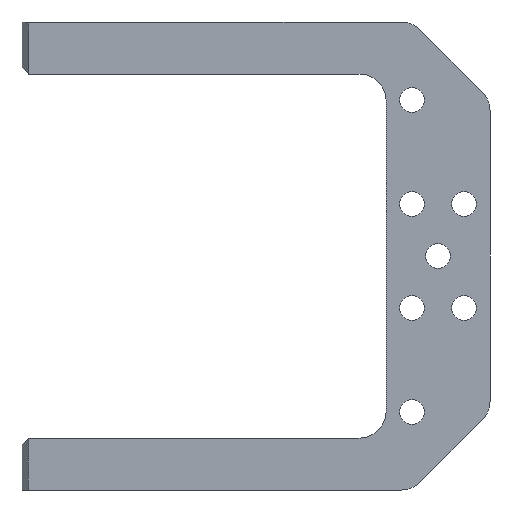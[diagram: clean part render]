
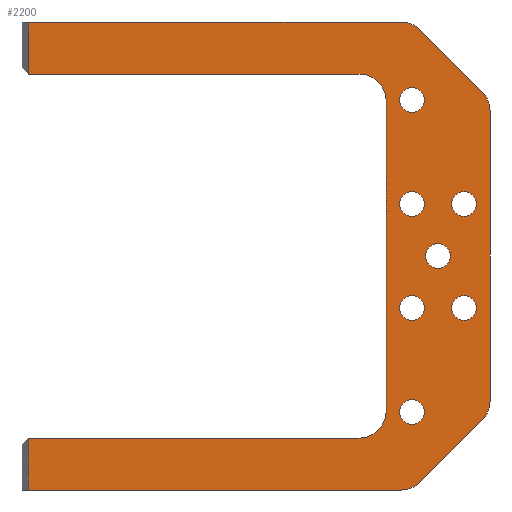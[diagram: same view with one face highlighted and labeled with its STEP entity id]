
A CAD part, front view. The second image highlights one B-rep face of the part: STEP entity #2200.
In plain terms, the highlighted planar face has unit normal (0, -1, 0).
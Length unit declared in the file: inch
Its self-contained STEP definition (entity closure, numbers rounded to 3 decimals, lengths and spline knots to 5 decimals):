
#28=FACE_BOUND('',#336,.T.);
#29=FACE_BOUND('',#337,.T.);
#30=FACE_BOUND('',#338,.T.);
#31=FACE_BOUND('',#339,.T.);
#32=FACE_BOUND('',#340,.T.);
#33=FACE_BOUND('',#341,.T.);
#34=FACE_BOUND('',#342,.T.);
#103=PLANE('',#2413);
#212=FACE_OUTER_BOUND('',#335,.T.);
#335=EDGE_LOOP('',(#2008,#2009,#2010,#2011,#2012,#2013,#2014,#2015,#2016,
#2017,#2018,#2019,#2020,#2021,#2022,#2023));
#336=EDGE_LOOP('',(#2024));
#337=EDGE_LOOP('',(#2025));
#338=EDGE_LOOP('',(#2026));
#339=EDGE_LOOP('',(#2027));
#340=EDGE_LOOP('',(#2028));
#341=EDGE_LOOP('',(#2029));
#342=EDGE_LOOP('',(#2030));
#358=LINE('',#3079,#592);
#364=LINE('',#3092,#598);
#390=LINE('',#3157,#624);
#397=LINE('',#3177,#631);
#449=LINE('',#3366,#683);
#497=LINE('',#3487,#731);
#522=LINE('',#3550,#756);
#575=LINE('',#3664,#809);
#577=LINE('',#3670,#811);
#578=LINE('',#3674,#812);
#592=VECTOR('',#2456,0.3937);
#598=VECTOR('',#2466,0.3937);
#624=VECTOR('',#2508,0.3937);
#631=VECTOR('',#2523,0.3937);
#683=VECTOR('',#2721,0.3937);
#731=VECTOR('',#2803,0.3937);
#756=VECTOR('',#2848,0.3937);
#809=VECTOR('',#3019,0.3937);
#811=VECTOR('',#3025,0.3937);
#812=VECTOR('',#3028,0.3937);
#863=CIRCLE('',#2313,0.05906);
#864=CIRCLE('',#2315,0.05906);
#865=CIRCLE('',#2317,0.05906);
#866=CIRCLE('',#2319,0.05906);
#867=CIRCLE('',#2321,0.05906);
#868=CIRCLE('',#2323,0.05906);
#869=CIRCLE('',#2325,0.05906);
#891=CIRCLE('',#2407,0.125);
#892=CIRCLE('',#2409,0.125);
#893=CIRCLE('',#2411,0.125);
#894=CIRCLE('',#2414,0.125);
#895=CIRCLE('',#2415,0.125);
#896=CIRCLE('',#2416,0.125);
#903=VERTEX_POINT('',#3066);
#907=VERTEX_POINT('',#3078);
#911=VERTEX_POINT('',#3087);
#912=VERTEX_POINT('',#3091);
#943=VERTEX_POINT('',#3155);
#951=VERTEX_POINT('',#3174);
#952=VERTEX_POINT('',#3176);
#1009=VERTEX_POINT('',#3337);
#1010=VERTEX_POINT('',#3341);
#1011=VERTEX_POINT('',#3345);
#1012=VERTEX_POINT('',#3349);
#1013=VERTEX_POINT('',#3353);
#1014=VERTEX_POINT('',#3357);
#1015=VERTEX_POINT('',#3361);
#1016=VERTEX_POINT('',#3365);
#1072=VERTEX_POINT('',#3485);
#1100=VERTEX_POINT('',#3548);
#1101=VERTEX_POINT('',#3659);
#1102=VERTEX_POINT('',#3663);
#1103=VERTEX_POINT('',#3667);
#1104=VERTEX_POINT('',#3669);
#1105=VERTEX_POINT('',#3671);
#1106=VERTEX_POINT('',#3673);
#1120=EDGE_CURVE('',#903,#907,#358,.T.);
#1126=EDGE_CURVE('',#911,#912,#364,.T.);
#1159=EDGE_CURVE('',#943,#911,#390,.T.);
#1168=EDGE_CURVE('',#951,#952,#397,.T.);
#1249=EDGE_CURVE('',#1009,#1009,#863,.T.);
#1251=EDGE_CURVE('',#1010,#1010,#864,.T.);
#1253=EDGE_CURVE('',#1011,#1011,#865,.T.);
#1255=EDGE_CURVE('',#1012,#1012,#866,.T.);
#1257=EDGE_CURVE('',#1013,#1013,#867,.T.);
#1259=EDGE_CURVE('',#1014,#1014,#868,.T.);
#1261=EDGE_CURVE('',#1015,#1015,#869,.T.);
#1262=EDGE_CURVE('',#907,#1016,#449,.T.);
#1324=EDGE_CURVE('',#1072,#903,#497,.T.);
#1356=EDGE_CURVE('',#1100,#943,#522,.T.);
#1408=EDGE_CURVE('',#952,#1072,#891,.T.);
#1409=EDGE_CURVE('',#912,#951,#892,.T.);
#1410=EDGE_CURVE('',#1016,#1101,#893,.T.);
#1412=EDGE_CURVE('',#1101,#1102,#575,.T.);
#1414=EDGE_CURVE('',#1103,#1100,#894,.T.);
#1415=EDGE_CURVE('',#1104,#1103,#577,.T.);
#1416=EDGE_CURVE('',#1105,#1104,#895,.T.);
#1417=EDGE_CURVE('',#1106,#1105,#578,.T.);
#1418=EDGE_CURVE('',#1102,#1106,#896,.T.);
#2008=ORIENTED_EDGE('',*,*,#1120,.F.);
#2009=ORIENTED_EDGE('',*,*,#1324,.F.);
#2010=ORIENTED_EDGE('',*,*,#1408,.F.);
#2011=ORIENTED_EDGE('',*,*,#1168,.F.);
#2012=ORIENTED_EDGE('',*,*,#1409,.F.);
#2013=ORIENTED_EDGE('',*,*,#1126,.F.);
#2014=ORIENTED_EDGE('',*,*,#1159,.F.);
#2015=ORIENTED_EDGE('',*,*,#1356,.F.);
#2016=ORIENTED_EDGE('',*,*,#1414,.F.);
#2017=ORIENTED_EDGE('',*,*,#1415,.F.);
#2018=ORIENTED_EDGE('',*,*,#1416,.F.);
#2019=ORIENTED_EDGE('',*,*,#1417,.F.);
#2020=ORIENTED_EDGE('',*,*,#1418,.F.);
#2021=ORIENTED_EDGE('',*,*,#1412,.F.);
#2022=ORIENTED_EDGE('',*,*,#1410,.F.);
#2023=ORIENTED_EDGE('',*,*,#1262,.F.);
#2024=ORIENTED_EDGE('',*,*,#1249,.T.);
#2025=ORIENTED_EDGE('',*,*,#1251,.T.);
#2026=ORIENTED_EDGE('',*,*,#1253,.T.);
#2027=ORIENTED_EDGE('',*,*,#1255,.T.);
#2028=ORIENTED_EDGE('',*,*,#1257,.T.);
#2029=ORIENTED_EDGE('',*,*,#1259,.T.);
#2030=ORIENTED_EDGE('',*,*,#1261,.T.);
#2200=ADVANCED_FACE('',(#212,#28,#29,#30,#31,#32,#33,#34),#103,.F.);
#2313=AXIS2_PLACEMENT_3D('',#3339,#2687,#2688);
#2315=AXIS2_PLACEMENT_3D('',#3343,#2692,#2693);
#2317=AXIS2_PLACEMENT_3D('',#3347,#2697,#2698);
#2319=AXIS2_PLACEMENT_3D('',#3351,#2702,#2703);
#2321=AXIS2_PLACEMENT_3D('',#3355,#2707,#2708);
#2323=AXIS2_PLACEMENT_3D('',#3359,#2712,#2713);
#2325=AXIS2_PLACEMENT_3D('',#3363,#2717,#2718);
#2407=AXIS2_PLACEMENT_3D('',#3655,#3006,#3007);
#2409=AXIS2_PLACEMENT_3D('',#3657,#3010,#3011);
#2411=AXIS2_PLACEMENT_3D('',#3660,#3014,#3015);
#2413=AXIS2_PLACEMENT_3D('',#3666,#3021,#3022);
#2414=AXIS2_PLACEMENT_3D('',#3668,#3023,#3024);
#2415=AXIS2_PLACEMENT_3D('',#3672,#3026,#3027);
#2416=AXIS2_PLACEMENT_3D('',#3675,#3029,#3030);
#2456=DIRECTION('',(0.,0.,1.));
#2466=DIRECTION('',(1.,0.,0.));
#2508=DIRECTION('',(0.,0.,1.));
#2523=DIRECTION('',(0.,0.,1.));
#2687=DIRECTION('center_axis',(0.,1.,0.));
#2688=DIRECTION('ref_axis',(1.,0.,0.));
#2692=DIRECTION('center_axis',(0.,1.,0.));
#2693=DIRECTION('ref_axis',(1.,0.,0.));
#2697=DIRECTION('center_axis',(0.,1.,0.));
#2698=DIRECTION('ref_axis',(1.,0.,0.));
#2702=DIRECTION('center_axis',(0.,1.,0.));
#2703=DIRECTION('ref_axis',(1.,0.,0.));
#2707=DIRECTION('center_axis',(0.,1.,0.));
#2708=DIRECTION('ref_axis',(1.,0.,0.));
#2712=DIRECTION('center_axis',(0.,1.,0.));
#2713=DIRECTION('ref_axis',(1.,0.,0.));
#2717=DIRECTION('center_axis',(0.,1.,0.));
#2718=DIRECTION('ref_axis',(1.,0.,0.));
#2721=DIRECTION('',(1.,0.,0.));
#2803=DIRECTION('',(-1.,0.,0.));
#2848=DIRECTION('',(-1.,0.,0.));
#3006=DIRECTION('center_axis',(0.,-1.,0.));
#3007=DIRECTION('ref_axis',(0.707,0.,0.707));
#3010=DIRECTION('center_axis',(0.,-1.,0.));
#3011=DIRECTION('ref_axis',(0.707,0.,-0.707));
#3014=DIRECTION('center_axis',(0.,1.,0.));
#3015=DIRECTION('ref_axis',(0.383,0.,0.924));
#3019=DIRECTION('',(0.707,0.,-0.707));
#3021=DIRECTION('center_axis',(0.,1.,0.));
#3022=DIRECTION('ref_axis',(0.,0.,1.));
#3023=DIRECTION('center_axis',(0.,1.,0.));
#3024=DIRECTION('ref_axis',(0.383,0.,-0.924));
#3025=DIRECTION('',(-0.707,0.,-0.707));
#3026=DIRECTION('center_axis',(0.,1.,0.));
#3027=DIRECTION('ref_axis',(0.924,0.,-0.383));
#3028=DIRECTION('',(0.,0.,-1.));
#3029=DIRECTION('center_axis',(0.,1.,0.));
#3030=DIRECTION('ref_axis',(0.924,0.,0.383));
#3066=CARTESIAN_POINT('',(-0.84375,0.,0.875));
#3078=CARTESIAN_POINT('',(-0.84375,0.,1.125));
#3079=CARTESIAN_POINT('',(-0.84375,0.,0.4375));
#3087=CARTESIAN_POINT('',(-0.84375,0.,-0.875));
#3091=CARTESIAN_POINT('',(0.75,0.,-0.875));
#3092=CARTESIAN_POINT('',(-0.875,0.,-0.875));
#3155=CARTESIAN_POINT('',(-0.84375,0.,-1.125));
#3157=CARTESIAN_POINT('',(-0.84375,0.,-0.5625));
#3174=CARTESIAN_POINT('',(0.875,0.,-0.75));
#3176=CARTESIAN_POINT('',(0.875,0.,0.75));
#3177=CARTESIAN_POINT('',(0.875,0.,-0.875));
#3337=CARTESIAN_POINT('',(0.94094,0.,0.25));
#3339=CARTESIAN_POINT('Origin',(1.,0.,0.25));
#3341=CARTESIAN_POINT('',(1.06594,0.,0.));
#3343=CARTESIAN_POINT('Origin',(1.125,0.,0.));
#3345=CARTESIAN_POINT('',(0.94094,0.,-0.25));
#3347=CARTESIAN_POINT('Origin',(1.,0.,-0.25));
#3349=CARTESIAN_POINT('',(0.94094,0.,0.75));
#3351=CARTESIAN_POINT('Origin',(1.,0.,0.75));
#3353=CARTESIAN_POINT('',(1.19094,0.,0.25));
#3355=CARTESIAN_POINT('Origin',(1.25,0.,0.25));
#3357=CARTESIAN_POINT('',(1.19094,0.,-0.25));
#3359=CARTESIAN_POINT('Origin',(1.25,0.,-0.25));
#3361=CARTESIAN_POINT('',(0.94094,0.,-0.75));
#3363=CARTESIAN_POINT('Origin',(1.,0.,-0.75));
#3365=CARTESIAN_POINT('',(0.94822,0.,1.125));
#3366=CARTESIAN_POINT('',(-0.875,0.,1.125));
#3485=CARTESIAN_POINT('',(0.75,0.,0.875));
#3487=CARTESIAN_POINT('',(0.875,0.,0.875));
#3548=CARTESIAN_POINT('',(0.94822,0.,-1.125));
#3550=CARTESIAN_POINT('',(1.375,0.,-1.125));
#3655=CARTESIAN_POINT('Origin',(0.75,0.,0.75));
#3657=CARTESIAN_POINT('Origin',(0.75,0.,-0.75));
#3659=CARTESIAN_POINT('',(1.03661,0.,1.08839));
#3660=CARTESIAN_POINT('Origin',(0.94822,0.,1.));
#3663=CARTESIAN_POINT('',(1.33839,0.,0.78661));
#3664=CARTESIAN_POINT('',(1.1875,0.,0.9375));
#3666=CARTESIAN_POINT('Origin',(0.25,0.,0.));
#3667=CARTESIAN_POINT('',(1.03661,0.,-1.08839));
#3668=CARTESIAN_POINT('Origin',(0.94822,0.,-1.));
#3669=CARTESIAN_POINT('',(1.33839,0.,-0.78661));
#3670=CARTESIAN_POINT('',(1.1875,0.,-0.9375));
#3671=CARTESIAN_POINT('',(1.375,0.,-0.69822));
#3672=CARTESIAN_POINT('Origin',(1.25,0.,-0.69822));
#3673=CARTESIAN_POINT('',(1.375,0.,0.69822));
#3674=CARTESIAN_POINT('',(1.375,0.,1.125));
#3675=CARTESIAN_POINT('Origin',(1.25,0.,0.69822));
